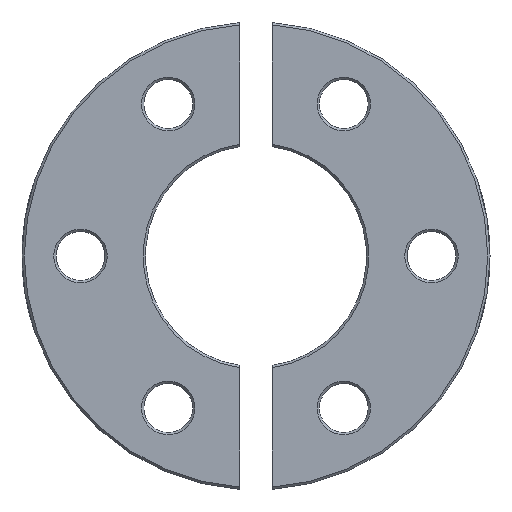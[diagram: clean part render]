
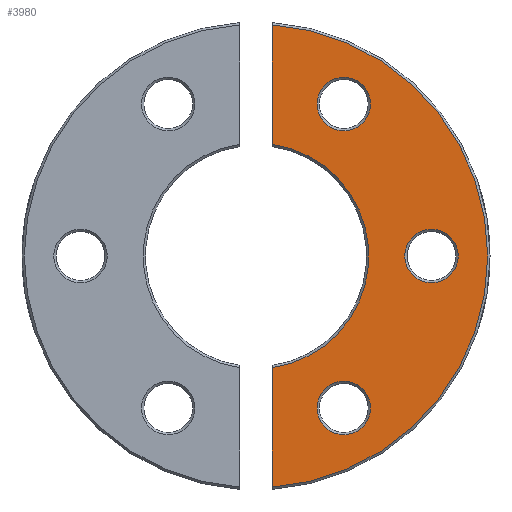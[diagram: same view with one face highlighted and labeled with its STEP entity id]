
A CAD part, front view. The second image highlights one B-rep face of the part: STEP entity #3980.
In plain terms, the highlighted planar face has unit normal (0, -1, 0).
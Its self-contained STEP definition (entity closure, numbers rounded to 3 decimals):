
#35=FACE_BOUND('',#885,.T.);
#36=FACE_BOUND('',#886,.T.);
#37=FACE_BOUND('',#887,.T.);
#441=CIRCLE('',#4218,12.25);
#442=CIRCLE('',#4220,25.15);
#443=CIRCLE('',#4221,2.9);
#444=CIRCLE('',#4222,2.9);
#445=CIRCLE('',#4223,2.9);
#650=FACE_OUTER_BOUND('',#884,.T.);
#884=EDGE_LOOP('',(#3136,#3137,#3138,#3139));
#885=EDGE_LOOP('',(#3140));
#886=EDGE_LOOP('',(#3141));
#887=EDGE_LOOP('',(#3142));
#1043=LINE('',#5134,#1307);
#1051=LINE('',#5171,#1315);
#1307=VECTOR('',#4377,10.);
#1315=VECTOR('',#4387,10.);
#1570=VERTEX_POINT('',#5130);
#1572=VERTEX_POINT('',#5133);
#1584=VERTEX_POINT('',#5166);
#1585=VERTEX_POINT('',#5170);
#1758=VERTEX_POINT('',#7316);
#1759=VERTEX_POINT('',#7318);
#1760=VERTEX_POINT('',#7320);
#1977=EDGE_CURVE('',#1572,#1570,#1043,.T.);
#1990=EDGE_CURVE('',#1585,#1584,#1051,.T.);
#2255=EDGE_CURVE('',#1572,#1584,#441,.T.);
#2256=EDGE_CURVE('',#1585,#1570,#442,.T.);
#2257=EDGE_CURVE('',#1758,#1758,#443,.T.);
#2258=EDGE_CURVE('',#1759,#1759,#444,.T.);
#2259=EDGE_CURVE('',#1760,#1760,#445,.T.);
#3136=ORIENTED_EDGE('',*,*,#1977,.T.);
#3137=ORIENTED_EDGE('',*,*,#2256,.F.);
#3138=ORIENTED_EDGE('',*,*,#1990,.T.);
#3139=ORIENTED_EDGE('',*,*,#2255,.F.);
#3140=ORIENTED_EDGE('',*,*,#2257,.F.);
#3141=ORIENTED_EDGE('',*,*,#2258,.F.);
#3142=ORIENTED_EDGE('',*,*,#2259,.F.);
#3844=PLANE('',#4219);
#3980=ADVANCED_FACE('',(#650,#35,#36,#37),#3844,.T.);
#4218=AXIS2_PLACEMENT_3D('',#7313,#4679,#4680);
#4219=AXIS2_PLACEMENT_3D('',#7314,#4681,#4682);
#4220=AXIS2_PLACEMENT_3D('',#7315,#4683,#4684);
#4221=AXIS2_PLACEMENT_3D('',#7317,#4685,#4686);
#4222=AXIS2_PLACEMENT_3D('',#7319,#4687,#4688);
#4223=AXIS2_PLACEMENT_3D('',#7321,#4689,#4690);
#4377=DIRECTION('',(0.,0.,-1.));
#4387=DIRECTION('',(0.,0.,-1.));
#4679=DIRECTION('center_axis',(0.,-1.,0.));
#4680=DIRECTION('ref_axis',(1.,0.,0.));
#4681=DIRECTION('center_axis',(0.,-1.,0.));
#4682=DIRECTION('ref_axis',(0.,0.,-1.));
#4683=DIRECTION('center_axis',(0.,1.,0.));
#4684=DIRECTION('ref_axis',(1.,0.,0.));
#4685=DIRECTION('center_axis',(0.,-1.,0.));
#4686=DIRECTION('ref_axis',(-0.5,0.,0.866));
#4687=DIRECTION('center_axis',(0.,-1.,0.));
#4688=DIRECTION('ref_axis',(-0.5,0.,-0.866));
#4689=DIRECTION('center_axis',(0.,-1.,0.));
#4690=DIRECTION('ref_axis',(-1.,0.,0.));
#5130=CARTESIAN_POINT('',(1.75,0.,-25.089));
#5133=CARTESIAN_POINT('',(1.75,0.,-12.124));
#5134=CARTESIAN_POINT('',(1.75,0.,13.656));
#5166=CARTESIAN_POINT('',(1.75,0.,12.124));
#5170=CARTESIAN_POINT('',(1.75,0.,25.089));
#5171=CARTESIAN_POINT('',(1.75,0.,13.656));
#7313=CARTESIAN_POINT('Origin',(0.,0.,0.));
#7314=CARTESIAN_POINT('Origin',(-25.4,0.,0.));
#7315=CARTESIAN_POINT('Origin',(0.,0.,0.));
#7316=CARTESIAN_POINT('',(10.975,0.,-19.009));
#7317=CARTESIAN_POINT('Origin',(9.525,0.,-16.498));
#7318=CARTESIAN_POINT('',(10.975,0.,19.009));
#7319=CARTESIAN_POINT('Origin',(9.525,0.,16.498));
#7320=CARTESIAN_POINT('',(21.95,0.,0.));
#7321=CARTESIAN_POINT('Origin',(19.05,0.,0.));
